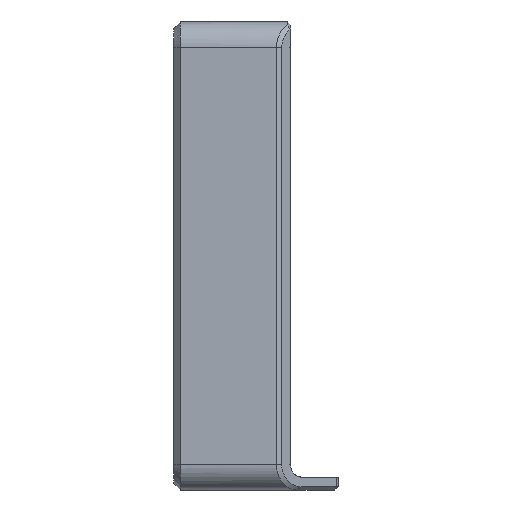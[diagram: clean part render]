
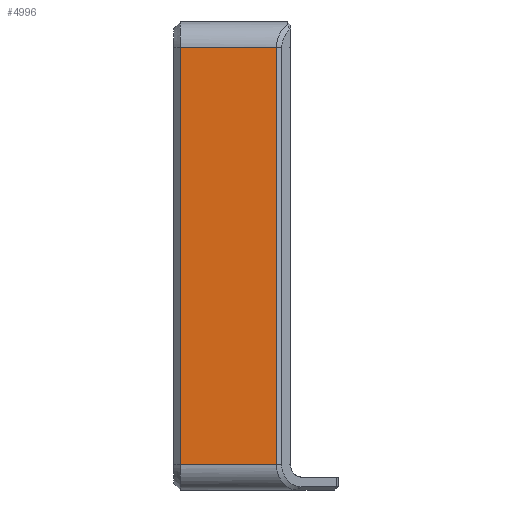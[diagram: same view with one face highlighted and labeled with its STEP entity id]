
A CAD part, left-side view. The second image highlights one B-rep face of the part: STEP entity #4996.
In plain terms, the highlighted planar face has unit normal (-1, 0, 0).
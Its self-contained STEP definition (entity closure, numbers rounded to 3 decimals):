
#296=FACE_OUTER_BOUND('',#562,.T.);
#562=EDGE_LOOP('',(#3337,#3338,#3339,#3340));
#848=LINE('',#7086,#1446);
#865=LINE('',#7144,#1463);
#866=LINE('',#7154,#1464);
#867=LINE('',#7155,#1465);
#1446=VECTOR('',#5676,10.);
#1463=VECTOR('',#5731,10.);
#1464=VECTOR('',#5736,10.);
#1465=VECTOR('',#5737,10.);
#2041=VERTEX_POINT('',#7079);
#2044=VERTEX_POINT('',#7084);
#2061=VERTEX_POINT('',#7143);
#2063=VERTEX_POINT('',#7153);
#2538=EDGE_CURVE('',#2044,#2041,#848,.T.);
#2565=EDGE_CURVE('',#2041,#2061,#865,.T.);
#2568=EDGE_CURVE('',#2063,#2044,#866,.T.);
#2569=EDGE_CURVE('',#2061,#2063,#867,.T.);
#3337=ORIENTED_EDGE('',*,*,#2538,.F.);
#3338=ORIENTED_EDGE('',*,*,#2568,.F.);
#3339=ORIENTED_EDGE('',*,*,#2569,.F.);
#3340=ORIENTED_EDGE('',*,*,#2565,.F.);
#4808=PLANE('',#5286);
#4996=ADVANCED_FACE('',(#296),#4808,.T.);
#5286=AXIS2_PLACEMENT_3D('',#7152,#5734,#5735);
#5676=DIRECTION('',(0.,0.,1.));
#5731=DIRECTION('',(0.,-1.,0.));
#5734=DIRECTION('center_axis',(-1.,0.,0.));
#5735=DIRECTION('ref_axis',(0.,0.,1.));
#5736=DIRECTION('',(0.,1.,0.));
#5737=DIRECTION('',(0.,0.,-1.));
#7079=CARTESIAN_POINT('',(-4.5,8.,59.65));
#7084=CARTESIAN_POINT('',(-4.5,8.,-4.5));
#7086=CARTESIAN_POINT('',(-4.5,8.,9.538));
#7143=CARTESIAN_POINT('',(-4.5,-6.822,59.65));
#7144=CARTESIAN_POINT('',(-4.5,0.,59.65));
#7152=CARTESIAN_POINT('Origin',(-4.5,0.,-8.5));
#7153=CARTESIAN_POINT('',(-4.5,-6.822,-4.5));
#7154=CARTESIAN_POINT('',(-4.5,0.,-4.5));
#7155=CARTESIAN_POINT('',(-4.5,-6.822,-8.5));
